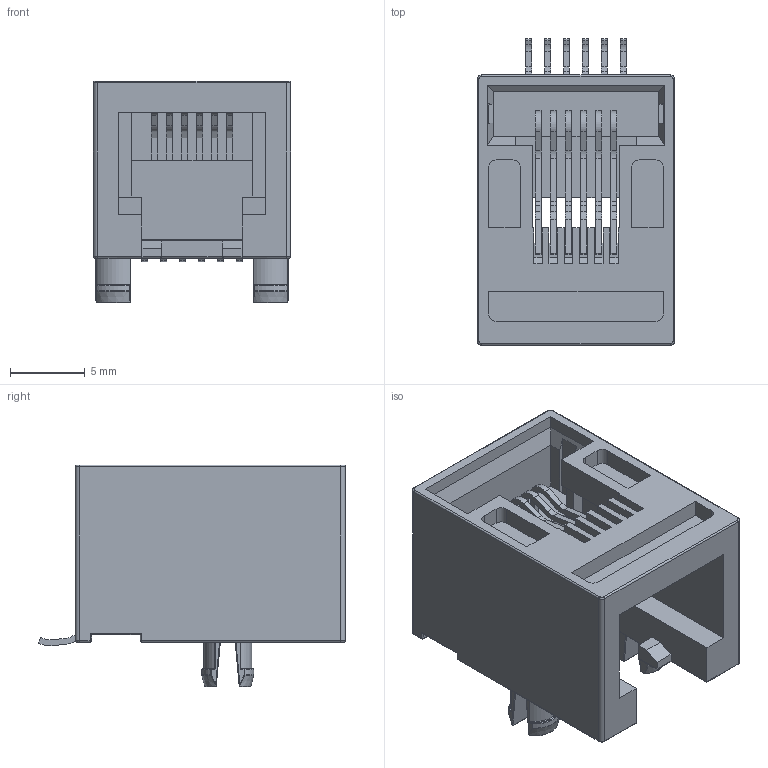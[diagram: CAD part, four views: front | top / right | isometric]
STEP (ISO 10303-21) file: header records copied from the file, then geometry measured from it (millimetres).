
FILE_DESCRIPTION(/* description */ (''),/* implementation_level */ '2;1');
FILE_NAME(/* name */ 'Molex 95501-6669.stp',/* time_stamp */ '2021-10-14T22:16:41+02:00',/* author */ ('AbuBakr'),/* organization */ (''),/* preprocessor_version */ 'ST-DEVELOPER v17',/* originating_system */ 'Autodesk Inventor 2019',/* authorisation */ '');
FILE_SCHEMA (('AUTOMOTIVE_DESIGN { 1 0 10303 214 3 1 1 }'));
Length unit declared in the file: millimetre
Products named in the file (7): Molex 95501-6669; 95501-6669; 1; 2; 3; Molex; Pin1_Triangle
Assembly tree (6 placements, depth 3):
  Molex 95501-6669
    95501-6669
      1
      2
      3
      Molex
    Pin1_Triangle
Bounding box: 13.21 x 20.55 x 14.85 mm (x, y, z)
Volume: 1319.9 mm3; surface area: 2159.1 mm2
Topology: 19 solids, 19 shells, 752 faces, 1955 edges, 1239 vertices
Faces by surface type: plane 427, cylinder 174, bspline 86, sphere 37, torus 24, cone 4
Entity records: 23881 total; most frequent: CARTESIAN_POINT 5315, ORIENTED_EDGE 3894, DIRECTION 3605, EDGE_CURVE 1947, LINE 1363, VECTOR 1363, VERTEX_POINT 1239, AXIS2_PLACEMENT_3D 1121
